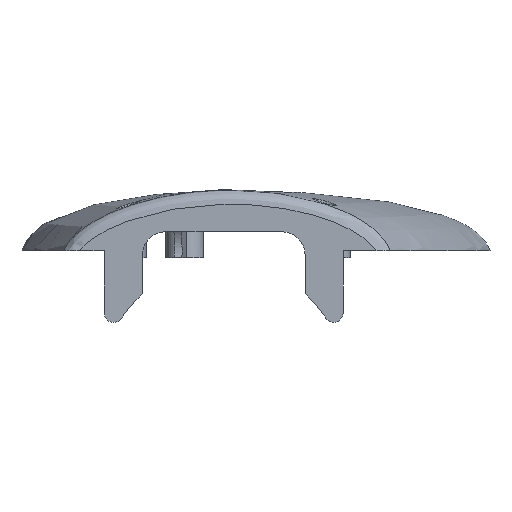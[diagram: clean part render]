
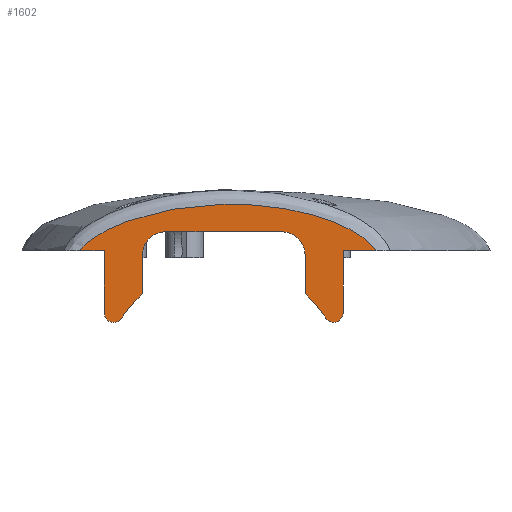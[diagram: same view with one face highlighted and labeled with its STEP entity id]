
A CAD part, front view. The second image highlights one B-rep face of the part: STEP entity #1602.
In plain terms, the highlighted planar face has unit normal (0, -1, 0).
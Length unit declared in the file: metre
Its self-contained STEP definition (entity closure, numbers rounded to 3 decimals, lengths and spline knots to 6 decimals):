
#92=B_SPLINE_CURVE_WITH_KNOTS('',3,(#2589,#2590,#2591,#2592,#2593,#2594,
#2595,#2596,#2597,#2598),.UNSPECIFIED.,.F.,.F.,(4,1,1,1,1,1,1,4),(0.,0.002209,
0.004418,0.008836,0.013253,0.017671,
0.026507,0.035342),.UNSPECIFIED.);
#93=B_SPLINE_CURVE_WITH_KNOTS('',3,(#2600,#2601,#2602,#2603,#2604,#2605,
#2606,#2607,#2608),.UNSPECIFIED.,.F.,.F.,(4,1,1,1,1,1,4),(0.,0.008343,
0.016686,0.020857,0.025028,0.0292,
0.033371),.UNSPECIFIED.);
#206=LINE('',#2564,#314);
#207=LINE('',#2571,#315);
#208=LINE('',#2575,#316);
#209=LINE('',#2579,#317);
#210=LINE('',#2585,#318);
#211=LINE('',#2587,#319);
#212=LINE('',#2610,#320);
#314=VECTOR('',#1984,1.);
#315=VECTOR('',#1989,1.);
#316=VECTOR('',#1992,1.);
#317=VECTOR('',#1995,1.);
#318=VECTOR('',#2000,1.);
#319=VECTOR('',#2001,1.);
#320=VECTOR('',#2002,1.);
#495=ORIENTED_EDGE('',*,*,#964,.T.);
#496=ORIENTED_EDGE('',*,*,#965,.T.);
#497=ORIENTED_EDGE('',*,*,#966,.F.);
#498=ORIENTED_EDGE('',*,*,#967,.F.);
#499=ORIENTED_EDGE('',*,*,#968,.T.);
#500=ORIENTED_EDGE('',*,*,#969,.T.);
#501=ORIENTED_EDGE('',*,*,#970,.T.);
#502=ORIENTED_EDGE('',*,*,#971,.T.);
#503=ORIENTED_EDGE('',*,*,#972,.F.);
#504=ORIENTED_EDGE('',*,*,#973,.T.);
#505=ORIENTED_EDGE('',*,*,#974,.F.);
#506=ORIENTED_EDGE('',*,*,#975,.F.);
#507=ORIENTED_EDGE('',*,*,#976,.T.);
#508=ORIENTED_EDGE('',*,*,#977,.T.);
#509=ORIENTED_EDGE('',*,*,#978,.F.);
#964=EDGE_CURVE('',#1189,#1190,#206,.T.);
#965=EDGE_CURVE('',#1190,#1191,#1288,.T.);
#966=EDGE_CURVE('',#1192,#1191,#1289,.T.);
#967=EDGE_CURVE('',#1193,#1192,#207,.T.);
#968=EDGE_CURVE('',#1193,#1194,#1290,.T.);
#969=EDGE_CURVE('',#1194,#1195,#208,.T.);
#970=EDGE_CURVE('',#1195,#1196,#1291,.T.);
#971=EDGE_CURVE('',#1196,#1197,#209,.T.);
#972=EDGE_CURVE('',#1198,#1197,#1292,.T.);
#973=EDGE_CURVE('',#1198,#1199,#1293,.T.);
#974=EDGE_CURVE('',#1200,#1199,#210,.T.);
#975=EDGE_CURVE('',#1201,#1200,#211,.T.);
#976=EDGE_CURVE('',#1201,#1202,#92,.T.);
#977=EDGE_CURVE('',#1202,#1203,#93,.T.);
#978=EDGE_CURVE('',#1189,#1203,#212,.T.);
#1189=VERTEX_POINT('',#2565);
#1190=VERTEX_POINT('',#2566);
#1191=VERTEX_POINT('',#2568);
#1192=VERTEX_POINT('',#2570);
#1193=VERTEX_POINT('',#2572);
#1194=VERTEX_POINT('',#2574);
#1195=VERTEX_POINT('',#2576);
#1196=VERTEX_POINT('',#2578);
#1197=VERTEX_POINT('',#2580);
#1198=VERTEX_POINT('',#2582);
#1199=VERTEX_POINT('',#2584);
#1200=VERTEX_POINT('',#2586);
#1201=VERTEX_POINT('',#2588);
#1202=VERTEX_POINT('',#2599);
#1203=VERTEX_POINT('',#2609);
#1288=CIRCLE('',#1733,0.002);
#1289=CIRCLE('',#1734,0.026);
#1290=CIRCLE('',#1735,0.005);
#1291=CIRCLE('',#1736,0.005);
#1292=CIRCLE('',#1737,0.026);
#1293=CIRCLE('',#1738,0.002);
#1345=EDGE_LOOP('',(#495,#496,#497,#498,#499,#500,#501,#502,#503,#504,#505,
#506,#507,#508,#509));
#1456=FACE_BOUND('',#1345,.T.);
#1559=PLANE('',#1732);
#1602=ADVANCED_FACE('',(#1456),#1559,.T.);
#1732=AXIS2_PLACEMENT_3D('',#2563,#1982,#1983);
#1733=AXIS2_PLACEMENT_3D('',#2567,#1985,#1986);
#1734=AXIS2_PLACEMENT_3D('',#2569,#1987,#1988);
#1735=AXIS2_PLACEMENT_3D('',#2573,#1990,#1991);
#1736=AXIS2_PLACEMENT_3D('',#2577,#1993,#1994);
#1737=AXIS2_PLACEMENT_3D('',#2581,#1996,#1997);
#1738=AXIS2_PLACEMENT_3D('',#2583,#1998,#1999);
#1982=DIRECTION('',(0.,-1.,0.));
#1983=DIRECTION('',(1.,0.,0.));
#1984=DIRECTION('',(0.,0.,-1.));
#1985=DIRECTION('',(0.,-1.,0.));
#1986=DIRECTION('',(0.,0.,-1.));
#1987=DIRECTION('',(0.,-1.,0.));
#1988=DIRECTION('',(0.,0.,-1.));
#1989=DIRECTION('',(0.,0.,-1.));
#1990=DIRECTION('',(0.,1.,0.));
#1991=DIRECTION('',(0.,0.,-1.));
#1992=DIRECTION('',(1.,0.,0.));
#1993=DIRECTION('',(0.,1.,0.));
#1994=DIRECTION('',(0.,0.,-1.));
#1995=DIRECTION('',(0.,0.,-1.));
#1996=DIRECTION('',(0.,-1.,0.));
#1997=DIRECTION('',(0.,0.,-1.));
#1998=DIRECTION('',(0.,-1.,0.));
#1999=DIRECTION('',(0.,0.,-1.));
#2000=DIRECTION('',(0.,0.,-1.));
#2001=DIRECTION('',(-1.,0.,0.));
#2002=DIRECTION('',(-1.,0.,0.));
#2563=CARTESIAN_POINT('',(0.023504,-0.0975,-0.006008));
#2564=CARTESIAN_POINT('',(-0.001,-0.0975,0.005287));
#2565=CARTESIAN_POINT('',(-0.001,-0.0975,0.017));
#2566=CARTESIAN_POINT('',(-0.001,-0.0975,0.003723));
#2567=CARTESIAN_POINT('',(0.001,-0.0975,0.003723));
#2568=CARTESIAN_POINT('',(0.002679,-0.0975,0.002636));
#2569=CARTESIAN_POINT('',(0.0245,-0.0975,-0.0115));
#2570=CARTESIAN_POINT('',(0.007107,-0.0975,0.007826));
#2571=CARTESIAN_POINT('',(0.007107,-0.0975,0.011956));
#2572=CARTESIAN_POINT('',(0.007107,-0.0975,0.016085));
#2573=CARTESIAN_POINT('',(0.012107,-0.0975,0.016085));
#2574=CARTESIAN_POINT('',(0.012107,-0.0975,0.021085));
#2575=CARTESIAN_POINT('',(0.0245,-0.0975,0.021085));
#2576=CARTESIAN_POINT('',(0.036893,-0.0975,0.021085));
#2577=CARTESIAN_POINT('',(0.036893,-0.0975,0.016085));
#2578=CARTESIAN_POINT('',(0.041893,-0.0975,0.016085));
#2579=CARTESIAN_POINT('',(0.041893,-0.0975,0.011956));
#2580=CARTESIAN_POINT('',(0.041893,-0.0975,0.007826));
#2581=CARTESIAN_POINT('',(0.0245,-0.0975,-0.0115));
#2582=CARTESIAN_POINT('',(0.046321,-0.0975,0.002636));
#2583=CARTESIAN_POINT('',(0.048,-0.0975,0.003723));
#2584=CARTESIAN_POINT('',(0.05,-0.0975,0.003723));
#2585=CARTESIAN_POINT('',(0.05,-0.0975,0.005287));
#2586=CARTESIAN_POINT('',(0.05,-0.0975,0.017));
#2587=CARTESIAN_POINT('',(0.023504,-0.0975,0.017));
#2588=CARTESIAN_POINT('',(0.057003,-0.0975,0.017));
#2589=CARTESIAN_POINT('',(0.057003,-0.0975,0.017));
#2590=CARTESIAN_POINT('',(0.056609,-0.0975,0.017626));
#2591=CARTESIAN_POINT('',(0.055639,-0.0975,0.018752));
#2592=CARTESIAN_POINT('',(0.053375,-0.0975,0.02059));
#2593=CARTESIAN_POINT('',(0.050156,-0.0975,0.022379));
#2594=CARTESIAN_POINT('',(0.046063,-0.0975,0.023983));
#2595=CARTESIAN_POINT('',(0.040461,-0.0975,0.025581));
#2596=CARTESIAN_POINT('',(0.033327,-0.0975,0.026776));
#2597=CARTESIAN_POINT('',(0.027474,-0.0975,0.02704));
#2598=CARTESIAN_POINT('',(0.024553,-0.0975,0.026985));
#2599=CARTESIAN_POINT('',(0.024553,-0.0975,0.026985));
#2600=CARTESIAN_POINT('',(0.024553,-0.0975,0.026985));
#2601=CARTESIAN_POINT('',(0.021772,-0.0975,0.026933));
#2602=CARTESIAN_POINT('',(0.016243,-0.0975,0.026494));
#2603=CARTESIAN_POINT('',(0.009505,-0.0975,0.02516));
#2604=CARTESIAN_POINT('',(0.004229,-0.0975,0.023531));
#2605=CARTESIAN_POINT('',(0.000328,-0.0975,0.021942));
#2606=CARTESIAN_POINT('',(-0.003296,-0.0975,0.019931));
#2607=CARTESIAN_POINT('',(-0.005486,-0.0975,0.018129));
#2608=CARTESIAN_POINT('',(-0.006331,-0.0975,0.017));
#2609=CARTESIAN_POINT('',(-0.006331,-0.0975,0.017));
#2610=CARTESIAN_POINT('',(0.023504,-0.0975,0.017));
